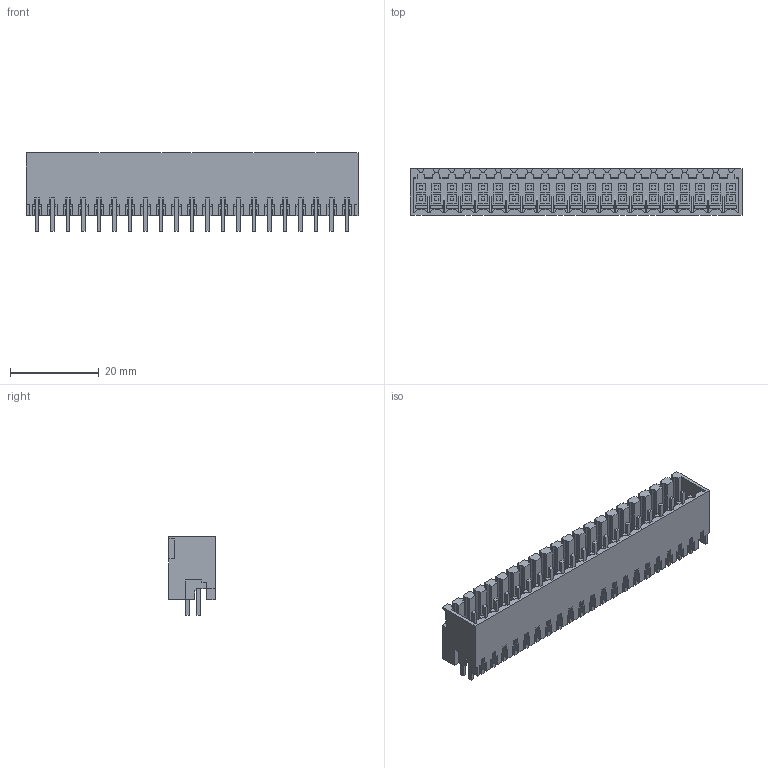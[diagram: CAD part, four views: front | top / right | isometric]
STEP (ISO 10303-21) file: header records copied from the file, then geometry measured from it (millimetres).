
FILE_DESCRIPTION(('CATIA V5 STEP Exchange','CAx-IF Rec.Pracs.--- Model Styling and Organization---1.4--- 2014-01-23'),'2;1');
FILE_NAME ('D1494408_0_2559240000_2559240000.stp','2021-07-23T06:14:23+00:00',('none'),('Weidmueller'),'CATIA Version 5-6 Release 2016 SP3 HF44','CATIA V5 STEP AP214','none');
FILE_SCHEMA(('AUTOMOTIVE_DESIGN { 1 0 10303 214 1 1 1 1 }'));
Length unit declared in the file: millimetre
Products named in the file (1): 2559240000
Bounding box: 74.9 x 10.5 x 17.7 mm (x, y, z)
Volume: 5043 mm3; surface area: 11464.8 mm2
Topology: 43 solids, 43 shells, 1742 faces, 4628 edges, 3076 vertices
Faces by surface type: plane 1700, cylinder 42
Entity records: 47559 total; most frequent: ORIENTED_EDGE 9256, CARTESIAN_POINT 8388, DIRECTION 5994, EDGE_CURVE 4628, VECTOR 4544, LINE 4544, VERTEX_POINT 3076, EDGE_LOOP 1846
